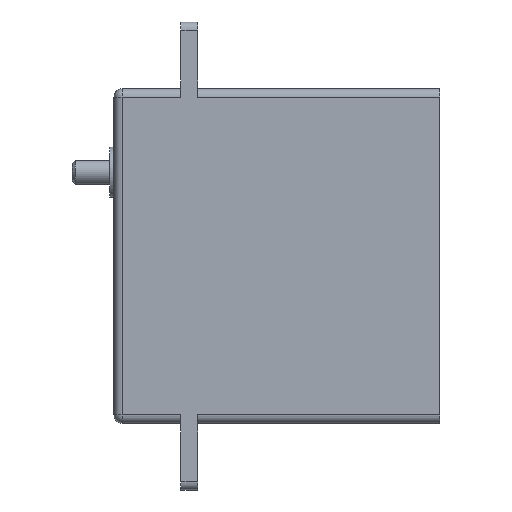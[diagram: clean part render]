
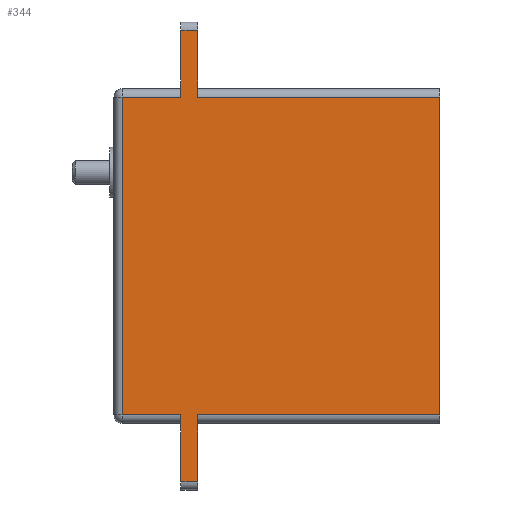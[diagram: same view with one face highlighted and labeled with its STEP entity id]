
A CAD part, left-side view. The second image highlights one B-rep face of the part: STEP entity #344.
In plain terms, the highlighted planar face has unit normal (-1, 0, 0).
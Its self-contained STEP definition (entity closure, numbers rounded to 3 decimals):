
#8 = LINE ( 'NONE', #247, #439 ) ;
#18 = VECTOR ( 'NONE', #1454, 1000. ) ;
#21 = DIRECTION ( 'NONE',  ( 0., 1., 0. ) ) ;
#41 = DIRECTION ( 'NONE',  ( 0., -1., 0. ) ) ;
#42 = VERTEX_POINT ( 'NONE', #271 ) ;
#47 = CARTESIAN_POINT ( 'NONE',  ( 0., 0., -39. ) ) ;
#58 = AXIS2_PLACEMENT_3D ( 'NONE', #1244, #145, #412 ) ;
#109 = VERTEX_POINT ( 'NONE', #1176 ) ;
#117 = CARTESIAN_POINT ( 'NONE',  ( 0., 31., 8. ) ) ;
#134 = CARTESIAN_POINT ( 'NONE',  ( 0., 29., -1. ) ) ;
#145 = DIRECTION ( 'NONE',  ( -1., 0., 0. ) ) ;
#152 = DIRECTION ( 'NONE',  ( 0., 1., 0. ) ) ;
#177 = CARTESIAN_POINT ( 'NONE',  ( 0., 38., -39. ) ) ;
#184 = VERTEX_POINT ( 'NONE', #1554 ) ;
#190 = DIRECTION ( 'NONE',  ( 0., 1., 0. ) ) ;
#194 = DIRECTION ( 'NONE',  ( 0., 0., 1. ) ) ;
#205 = LINE ( 'NONE', #1196, #1131 ) ;
#212 = VERTEX_POINT ( 'NONE', #1305 ) ;
#226 = EDGE_CURVE ( 'NONE', #766, #816, #8, .T. ) ;
#227 = DIRECTION ( 'NONE',  ( 0., 0., -1. ) ) ;
#242 = LINE ( 'NONE', #117, #631 ) ;
#247 = CARTESIAN_POINT ( 'NONE',  ( 0., 31., 7. ) ) ;
#249 = LINE ( 'NONE', #477, #1419 ) ;
#262 = FACE_OUTER_BOUND ( 'NONE', #527, .T. ) ;
#271 = CARTESIAN_POINT ( 'NONE',  ( 0., 31., -39. ) ) ;
#298 = EDGE_CURVE ( 'NONE', #109, #42, #1468, .T. ) ;
#339 = VECTOR ( 'NONE', #227, 1000. ) ;
#344 = ADVANCED_FACE ( 'NONE', ( #262 ), #760, .T. ) ;
#359 = DIRECTION ( 'NONE',  ( 0., 0., -1. ) ) ;
#362 = VERTEX_POINT ( 'NONE', #177 ) ;
#386 = EDGE_CURVE ( 'NONE', #431, #1589, #1527, .T. ) ;
#391 = VERTEX_POINT ( 'NONE', #525 ) ;
#412 = DIRECTION ( 'NONE',  ( 0., 0., 1. ) ) ;
#431 = VERTEX_POINT ( 'NONE', #1160 ) ;
#439 = VECTOR ( 'NONE', #152, 1000. ) ;
#451 = CARTESIAN_POINT ( 'NONE',  ( 0., 31., 7. ) ) ;
#477 = CARTESIAN_POINT ( 'NONE',  ( 0., 29., -1. ) ) ;
#479 = DIRECTION ( 'NONE',  ( 0., 0., -1. ) ) ;
#490 = LINE ( 'NONE', #1465, #18 ) ;
#496 = LINE ( 'NONE', #632, #927 ) ;
#499 = ORIENTED_EDGE ( 'NONE', *, *, #1256, .T. ) ;
#525 = CARTESIAN_POINT ( 'NONE',  ( 0., 38., -1. ) ) ;
#527 = EDGE_LOOP ( 'NONE', ( #1293, #836, #828, #1114, #618, #909, #998, #499, #940, #1211, #979, #1447 ) ) ;
#557 = EDGE_CURVE ( 'NONE', #1478, #684, #249, .T. ) ;
#606 = LINE ( 'NONE', #1586, #1003 ) ;
#618 = ORIENTED_EDGE ( 'NONE', *, *, #1074, .F. ) ;
#631 = VECTOR ( 'NONE', #1338, 1000. ) ;
#632 = CARTESIAN_POINT ( 'NONE',  ( 0., 38., -40. ) ) ;
#636 = CARTESIAN_POINT ( 'NONE',  ( 0., 31., -48. ) ) ;
#684 = VERTEX_POINT ( 'NONE', #134 ) ;
#710 = VECTOR ( 'NONE', #194, 1000. ) ;
#737 = EDGE_CURVE ( 'NONE', #362, #42, #490, .T. ) ;
#760 = PLANE ( 'NONE',  #58 ) ;
#766 = VERTEX_POINT ( 'NONE', #862 ) ;
#784 = CARTESIAN_POINT ( 'NONE',  ( 0., 0., -39. ) ) ;
#816 = VERTEX_POINT ( 'NONE', #451 ) ;
#828 = ORIENTED_EDGE ( 'NONE', *, *, #1158, .F. ) ;
#830 = EDGE_CURVE ( 'NONE', #184, #431, #1210, .T. ) ;
#836 = ORIENTED_EDGE ( 'NONE', *, *, #386, .T. ) ;
#862 = CARTESIAN_POINT ( 'NONE',  ( 0., 29., 7. ) ) ;
#893 = DIRECTION ( 'NONE',  ( 0., 0., 1. ) ) ;
#905 = VECTOR ( 'NONE', #893, 1000. ) ;
#909 = ORIENTED_EDGE ( 'NONE', *, *, #226, .T. ) ;
#927 = VECTOR ( 'NONE', #359, 1000. ) ;
#940 = ORIENTED_EDGE ( 'NONE', *, *, #1169, .T. ) ;
#973 = DIRECTION ( 'NONE',  ( 0., -1., 0. ) ) ;
#976 = VECTOR ( 'NONE', #973, 1000. ) ;
#979 = ORIENTED_EDGE ( 'NONE', *, *, #298, .F. ) ;
#998 = ORIENTED_EDGE ( 'NONE', *, *, #1126, .T. ) ;
#1003 = VECTOR ( 'NONE', #479, 1000. ) ;
#1007 = VECTOR ( 'NONE', #41, 1000. ) ;
#1074 = EDGE_CURVE ( 'NONE', #766, #684, #1199, .T. ) ;
#1114 = ORIENTED_EDGE ( 'NONE', *, *, #557, .T. ) ;
#1126 = EDGE_CURVE ( 'NONE', #816, #212, #242, .T. ) ;
#1130 = LINE ( 'NONE', #1259, #976 ) ;
#1131 = VECTOR ( 'NONE', #190, 1000. ) ;
#1158 = EDGE_CURVE ( 'NONE', #1478, #1589, #606, .T. ) ;
#1160 = CARTESIAN_POINT ( 'NONE',  ( 0., 29., -39. ) ) ;
#1169 = EDGE_CURVE ( 'NONE', #391, #362, #496, .T. ) ;
#1176 = CARTESIAN_POINT ( 'NONE',  ( 0., 31., -47. ) ) ;
#1196 = CARTESIAN_POINT ( 'NONE',  ( 0., 39., -1. ) ) ;
#1199 = LINE ( 'NONE', #1321, #339 ) ;
#1210 = LINE ( 'NONE', #1304, #710 ) ;
#1211 = ORIENTED_EDGE ( 'NONE', *, *, #737, .T. ) ;
#1244 = CARTESIAN_POINT ( 'NONE',  ( 0., 0., 0. ) ) ;
#1256 = EDGE_CURVE ( 'NONE', #212, #391, #205, .T. ) ;
#1259 = CARTESIAN_POINT ( 'NONE',  ( 0., 29., -47. ) ) ;
#1293 = ORIENTED_EDGE ( 'NONE', *, *, #830, .T. ) ;
#1304 = CARTESIAN_POINT ( 'NONE',  ( 0., 29., -48. ) ) ;
#1305 = CARTESIAN_POINT ( 'NONE',  ( 0., 31., -1. ) ) ;
#1321 = CARTESIAN_POINT ( 'NONE',  ( 0., 29., 8. ) ) ;
#1338 = DIRECTION ( 'NONE',  ( 0., 0., -1. ) ) ;
#1365 = CARTESIAN_POINT ( 'NONE',  ( 0., 0., -1. ) ) ;
#1419 = VECTOR ( 'NONE', #21, 1000. ) ;
#1432 = EDGE_CURVE ( 'NONE', #109, #184, #1130, .T. ) ;
#1447 = ORIENTED_EDGE ( 'NONE', *, *, #1432, .T. ) ;
#1454 = DIRECTION ( 'NONE',  ( 0., -1., 0. ) ) ;
#1465 = CARTESIAN_POINT ( 'NONE',  ( 0., 31., -39. ) ) ;
#1468 = LINE ( 'NONE', #636, #905 ) ;
#1478 = VERTEX_POINT ( 'NONE', #1365 ) ;
#1527 = LINE ( 'NONE', #784, #1007 ) ;
#1554 = CARTESIAN_POINT ( 'NONE',  ( 0., 29., -47. ) ) ;
#1586 = CARTESIAN_POINT ( 'NONE',  ( 0., 0., 0. ) ) ;
#1589 = VERTEX_POINT ( 'NONE', #47 ) ;
